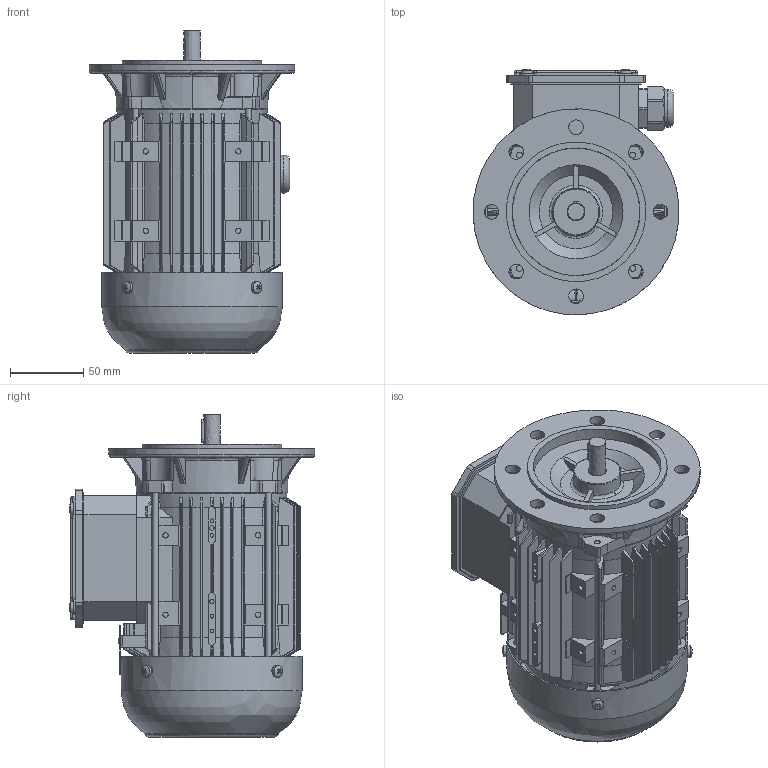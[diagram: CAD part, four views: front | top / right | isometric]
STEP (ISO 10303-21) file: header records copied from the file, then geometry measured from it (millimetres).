
FILE_DESCRIPTION((''),'2;1');
FILE_NAME('QS63FAGMM.stp','2009-11-17T10:20:05',( 'User'),('SDRC'),'I-DEAS Master Series 9','UNIX','Yes');
FILE_SCHEMA(('AUTOMOTIVE_DESIGN { 1 0 10303 214 1 1 1 1 }'));
Length unit declared in the file: millimetre
Products named in the file (1): GMM_000000000287_new
Bounding box: 140.13 x 167.2 x 219.45 mm (x, y, z)
Volume: 32494.4 mm3; surface area: 371296.9 mm2
Topology: 9 solids, 33 shells, 2630 faces, 7242 edges, 4704 vertices
Faces by surface type: bspline 2630
Entity records: 90886 total; most frequent: CARTESIAN_POINT 50113, ORIENTED_EDGE 14307, EDGE_CURVE 7213, VERTEX_POINT 4694, B_SPLINE_CURVE_WITH_KNOTS 3296, EDGE_LOOP 2866, FACE_OUTER_BOUND 2630, ADVANCED_FACE 2630
